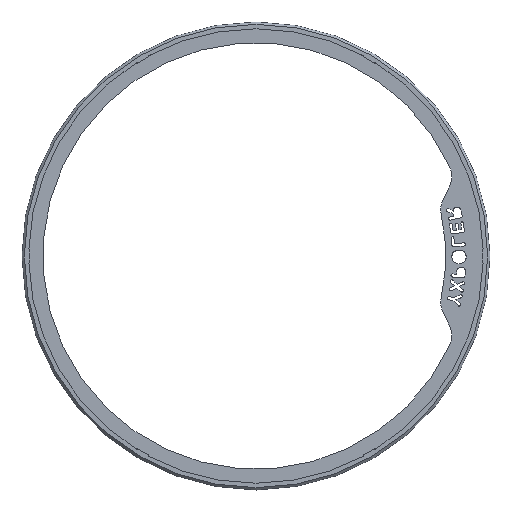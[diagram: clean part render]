
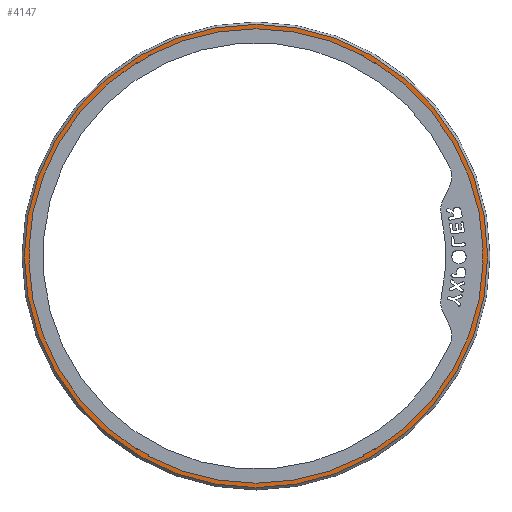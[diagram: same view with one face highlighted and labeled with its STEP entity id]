
A CAD part, top view. The second image highlights one B-rep face of the part: STEP entity #4147.
In plain terms, the highlighted planar face has unit normal (0, 0, 1).
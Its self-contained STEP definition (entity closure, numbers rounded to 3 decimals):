
#437=FACE_BOUND('',#767,.T.);
#450=PLANE('',#4416);
#525=FACE_OUTER_BOUND('',#766,.T.);
#766=EDGE_LOOP('',(#3040));
#767=EDGE_LOOP('',(#3041,#3042,#3043,#3044,#3045,#3046,#3047,#3048,#3049,
#3050,#3051,#3052,#3053,#3054,#3055,#3056,#3057,#3058,#3059,#3060,#3061,
#3062,#3063,#3064));
#1650=CIRCLE('',#4415,99.);
#1651=CIRCLE('',#4417,0.8);
#1652=CIRCLE('',#4418,97.1);
#1653=CIRCLE('',#4419,0.8);
#1654=CIRCLE('',#4420,96.7);
#1655=CIRCLE('',#4421,0.8);
#1656=CIRCLE('',#4422,97.1);
#1657=CIRCLE('',#4423,0.8);
#1658=CIRCLE('',#4424,96.7);
#1659=CIRCLE('',#4425,0.8);
#1660=CIRCLE('',#4426,97.1);
#1661=CIRCLE('',#4427,0.8);
#1662=CIRCLE('',#4428,96.7);
#1663=CIRCLE('',#4429,0.8);
#1664=CIRCLE('',#4430,97.1);
#1665=CIRCLE('',#4431,0.8);
#1666=CIRCLE('',#4432,96.7);
#1667=CIRCLE('',#4433,0.8);
#1668=CIRCLE('',#4434,97.1);
#1669=CIRCLE('',#4435,0.8);
#1670=CIRCLE('',#4436,96.7);
#1671=CIRCLE('',#4437,0.8);
#1672=CIRCLE('',#4438,97.1);
#1673=CIRCLE('',#4439,0.8);
#1674=CIRCLE('',#4440,96.7);
#1900=VERTEX_POINT('',#6183);
#1901=VERTEX_POINT('',#6187);
#1902=VERTEX_POINT('',#6188);
#1903=VERTEX_POINT('',#6190);
#1904=VERTEX_POINT('',#6192);
#1905=VERTEX_POINT('',#6194);
#1906=VERTEX_POINT('',#6196);
#1907=VERTEX_POINT('',#6198);
#1908=VERTEX_POINT('',#6200);
#1909=VERTEX_POINT('',#6202);
#1910=VERTEX_POINT('',#6204);
#1911=VERTEX_POINT('',#6206);
#1912=VERTEX_POINT('',#6208);
#1913=VERTEX_POINT('',#6210);
#1914=VERTEX_POINT('',#6212);
#1915=VERTEX_POINT('',#6214);
#1916=VERTEX_POINT('',#6216);
#1917=VERTEX_POINT('',#6218);
#1918=VERTEX_POINT('',#6220);
#1919=VERTEX_POINT('',#6222);
#1920=VERTEX_POINT('',#6224);
#1921=VERTEX_POINT('',#6226);
#1922=VERTEX_POINT('',#6228);
#1923=VERTEX_POINT('',#6230);
#1924=VERTEX_POINT('',#6232);
#2345=EDGE_CURVE('',#1900,#1900,#1650,.T.);
#2347=EDGE_CURVE('',#1901,#1902,#1651,.T.);
#2348=EDGE_CURVE('',#1901,#1903,#1652,.T.);
#2349=EDGE_CURVE('',#1904,#1903,#1653,.T.);
#2350=EDGE_CURVE('',#1905,#1904,#1654,.T.);
#2351=EDGE_CURVE('',#1906,#1905,#1655,.T.);
#2352=EDGE_CURVE('',#1906,#1907,#1656,.T.);
#2353=EDGE_CURVE('',#1908,#1907,#1657,.T.);
#2354=EDGE_CURVE('',#1909,#1908,#1658,.T.);
#2355=EDGE_CURVE('',#1910,#1909,#1659,.T.);
#2356=EDGE_CURVE('',#1910,#1911,#1660,.T.);
#2357=EDGE_CURVE('',#1912,#1911,#1661,.T.);
#2358=EDGE_CURVE('',#1913,#1912,#1662,.T.);
#2359=EDGE_CURVE('',#1914,#1913,#1663,.T.);
#2360=EDGE_CURVE('',#1914,#1915,#1664,.T.);
#2361=EDGE_CURVE('',#1916,#1915,#1665,.T.);
#2362=EDGE_CURVE('',#1917,#1916,#1666,.T.);
#2363=EDGE_CURVE('',#1918,#1917,#1667,.T.);
#2364=EDGE_CURVE('',#1918,#1919,#1668,.T.);
#2365=EDGE_CURVE('',#1920,#1919,#1669,.T.);
#2366=EDGE_CURVE('',#1921,#1920,#1670,.T.);
#2367=EDGE_CURVE('',#1922,#1921,#1671,.T.);
#2368=EDGE_CURVE('',#1922,#1923,#1672,.T.);
#2369=EDGE_CURVE('',#1924,#1923,#1673,.T.);
#2370=EDGE_CURVE('',#1902,#1924,#1674,.T.);
#3040=ORIENTED_EDGE('',*,*,#2345,.F.);
#3041=ORIENTED_EDGE('',*,*,#2347,.F.);
#3042=ORIENTED_EDGE('',*,*,#2348,.T.);
#3043=ORIENTED_EDGE('',*,*,#2349,.F.);
#3044=ORIENTED_EDGE('',*,*,#2350,.F.);
#3045=ORIENTED_EDGE('',*,*,#2351,.F.);
#3046=ORIENTED_EDGE('',*,*,#2352,.T.);
#3047=ORIENTED_EDGE('',*,*,#2353,.F.);
#3048=ORIENTED_EDGE('',*,*,#2354,.F.);
#3049=ORIENTED_EDGE('',*,*,#2355,.F.);
#3050=ORIENTED_EDGE('',*,*,#2356,.T.);
#3051=ORIENTED_EDGE('',*,*,#2357,.F.);
#3052=ORIENTED_EDGE('',*,*,#2358,.F.);
#3053=ORIENTED_EDGE('',*,*,#2359,.F.);
#3054=ORIENTED_EDGE('',*,*,#2360,.T.);
#3055=ORIENTED_EDGE('',*,*,#2361,.F.);
#3056=ORIENTED_EDGE('',*,*,#2362,.F.);
#3057=ORIENTED_EDGE('',*,*,#2363,.F.);
#3058=ORIENTED_EDGE('',*,*,#2364,.T.);
#3059=ORIENTED_EDGE('',*,*,#2365,.F.);
#3060=ORIENTED_EDGE('',*,*,#2366,.F.);
#3061=ORIENTED_EDGE('',*,*,#2367,.F.);
#3062=ORIENTED_EDGE('',*,*,#2368,.T.);
#3063=ORIENTED_EDGE('',*,*,#2369,.F.);
#3064=ORIENTED_EDGE('',*,*,#2370,.F.);
#4147=ADVANCED_FACE('',(#525,#437),#450,.T.);
#4415=AXIS2_PLACEMENT_3D('',#6184,#4705,#4706);
#4416=AXIS2_PLACEMENT_3D('',#6186,#4708,#4709);
#4417=AXIS2_PLACEMENT_3D('',#6189,#4710,#4711);
#4418=AXIS2_PLACEMENT_3D('',#6191,#4712,#4713);
#4419=AXIS2_PLACEMENT_3D('',#6193,#4714,#4715);
#4420=AXIS2_PLACEMENT_3D('',#6195,#4716,#4717);
#4421=AXIS2_PLACEMENT_3D('',#6197,#4718,#4719);
#4422=AXIS2_PLACEMENT_3D('',#6199,#4720,#4721);
#4423=AXIS2_PLACEMENT_3D('',#6201,#4722,#4723);
#4424=AXIS2_PLACEMENT_3D('',#6203,#4724,#4725);
#4425=AXIS2_PLACEMENT_3D('',#6205,#4726,#4727);
#4426=AXIS2_PLACEMENT_3D('',#6207,#4728,#4729);
#4427=AXIS2_PLACEMENT_3D('',#6209,#4730,#4731);
#4428=AXIS2_PLACEMENT_3D('',#6211,#4732,#4733);
#4429=AXIS2_PLACEMENT_3D('',#6213,#4734,#4735);
#4430=AXIS2_PLACEMENT_3D('',#6215,#4736,#4737);
#4431=AXIS2_PLACEMENT_3D('',#6217,#4738,#4739);
#4432=AXIS2_PLACEMENT_3D('',#6219,#4740,#4741);
#4433=AXIS2_PLACEMENT_3D('',#6221,#4742,#4743);
#4434=AXIS2_PLACEMENT_3D('',#6223,#4744,#4745);
#4435=AXIS2_PLACEMENT_3D('',#6225,#4746,#4747);
#4436=AXIS2_PLACEMENT_3D('',#6227,#4748,#4749);
#4437=AXIS2_PLACEMENT_3D('',#6229,#4750,#4751);
#4438=AXIS2_PLACEMENT_3D('',#6231,#4752,#4753);
#4439=AXIS2_PLACEMENT_3D('',#6233,#4754,#4755);
#4440=AXIS2_PLACEMENT_3D('',#6234,#4756,#4757);
#4705=DIRECTION('center_axis',(0.,0.,-1.));
#4706=DIRECTION('ref_axis',(1.,0.,0.));
#4708=DIRECTION('center_axis',(0.,0.,1.));
#4709=DIRECTION('ref_axis',(1.,0.,0.));
#4710=DIRECTION('center_axis',(0.,0.,-1.));
#4711=DIRECTION('ref_axis',(-0.479,0.878,0.));
#4712=DIRECTION('center_axis',(0.,0.,-1.));
#4713=DIRECTION('ref_axis',(1.,0.,0.));
#4714=DIRECTION('center_axis',(0.,0.,-1.));
#4715=DIRECTION('ref_axis',(0.479,0.878,0.));
#4716=DIRECTION('center_axis',(0.,0.,1.));
#4717=DIRECTION('ref_axis',(-0.527,-0.85,0.));
#4718=DIRECTION('center_axis',(0.,0.,-1.));
#4719=DIRECTION('ref_axis',(0.52,0.854,0.));
#4720=DIRECTION('center_axis',(0.,0.,-1.));
#4721=DIRECTION('ref_axis',(1.,0.,0.));
#4722=DIRECTION('center_axis',(0.,0.,-1.));
#4723=DIRECTION('ref_axis',(1.,0.024,0.));
#4724=DIRECTION('center_axis',(0.,0.,1.));
#4725=DIRECTION('ref_axis',(-1.,0.031,0.));
#4726=DIRECTION('center_axis',(0.,0.,-1.));
#4727=DIRECTION('ref_axis',(1.,-0.024,0.));
#4728=DIRECTION('center_axis',(0.,0.,-1.));
#4729=DIRECTION('ref_axis',(1.,0.,0.));
#4730=DIRECTION('center_axis',(0.,0.,-1.));
#4731=DIRECTION('ref_axis',(0.52,-0.854,0.));
#4732=DIRECTION('center_axis',(0.,0.,1.));
#4733=DIRECTION('ref_axis',(-0.473,0.881,0.));
#4734=DIRECTION('center_axis',(0.,0.,-1.));
#4735=DIRECTION('ref_axis',(0.479,-0.878,0.));
#4736=DIRECTION('center_axis',(0.,0.,-1.));
#4737=DIRECTION('ref_axis',(1.,0.,0.));
#4738=DIRECTION('center_axis',(0.,0.,-1.));
#4739=DIRECTION('ref_axis',(-0.479,-0.878,0.));
#4740=DIRECTION('center_axis',(0.,0.,1.));
#4741=DIRECTION('ref_axis',(0.527,0.85,0.));
#4742=DIRECTION('center_axis',(0.,0.,-1.));
#4743=DIRECTION('ref_axis',(-0.52,-0.854,0.));
#4744=DIRECTION('center_axis',(0.,0.,-1.));
#4745=DIRECTION('ref_axis',(1.,0.,0.));
#4746=DIRECTION('center_axis',(0.,0.,-1.));
#4747=DIRECTION('ref_axis',(-1.,-0.024,0.));
#4748=DIRECTION('center_axis',(0.,0.,1.));
#4749=DIRECTION('ref_axis',(1.,-0.031,0.));
#4750=DIRECTION('center_axis',(0.,0.,-1.));
#4751=DIRECTION('ref_axis',(-1.,0.024,0.));
#4752=DIRECTION('center_axis',(0.,0.,-1.));
#4753=DIRECTION('ref_axis',(1.,0.,0.));
#4754=DIRECTION('center_axis',(0.,0.,-1.));
#4755=DIRECTION('ref_axis',(-0.52,0.854,0.));
#4756=DIRECTION('center_axis',(0.,0.,1.));
#4757=DIRECTION('ref_axis',(0.473,-0.881,0.));
#6183=CARTESIAN_POINT('',(-99.,0.,4.875));
#6184=CARTESIAN_POINT('Origin',(0.,0.,4.875));
#6186=CARTESIAN_POINT('Origin',(0.,0.,4.875));
#6187=CARTESIAN_POINT('',(45.929,-85.551,4.875));
#6188=CARTESIAN_POINT('',(46.345,-84.871,4.875));
#6189=CARTESIAN_POINT('Origin',(46.728,-85.573,4.875));
#6190=CARTESIAN_POINT('',(-45.929,-85.551,4.875));
#6191=CARTESIAN_POINT('Origin',(0.,0.,4.875));
#6192=CARTESIAN_POINT('',(-46.345,-84.871,4.875));
#6193=CARTESIAN_POINT('Origin',(-46.728,-85.573,4.875));
#6194=CARTESIAN_POINT('',(-50.328,-82.571,4.875));
#6195=CARTESIAN_POINT('Origin',(0.,0.,4.875));
#6196=CARTESIAN_POINT('',(-51.125,-82.551,4.875));
#6197=CARTESIAN_POINT('Origin',(-50.744,-83.254,4.875));
#6198=CARTESIAN_POINT('',(-97.054,-3.,4.875));
#6199=CARTESIAN_POINT('Origin',(0.,0.,4.875));
#6200=CARTESIAN_POINT('',(-96.673,-2.299,4.875));
#6201=CARTESIAN_POINT('Origin',(-97.472,-2.318,4.875));
#6202=CARTESIAN_POINT('',(-96.673,2.299,4.875));
#6203=CARTESIAN_POINT('Origin',(0.,0.,4.875));
#6204=CARTESIAN_POINT('',(-97.054,3.,4.875));
#6205=CARTESIAN_POINT('Origin',(-97.472,2.318,4.875));
#6206=CARTESIAN_POINT('',(-51.125,82.551,4.875));
#6207=CARTESIAN_POINT('Origin',(0.,0.,4.875));
#6208=CARTESIAN_POINT('',(-50.328,82.571,4.875));
#6209=CARTESIAN_POINT('Origin',(-50.744,83.254,4.875));
#6210=CARTESIAN_POINT('',(-46.345,84.871,4.875));
#6211=CARTESIAN_POINT('Origin',(0.,0.,4.875));
#6212=CARTESIAN_POINT('',(-45.929,85.551,4.875));
#6213=CARTESIAN_POINT('Origin',(-46.728,85.573,4.875));
#6214=CARTESIAN_POINT('',(45.929,85.551,4.875));
#6215=CARTESIAN_POINT('Origin',(0.,0.,4.875));
#6216=CARTESIAN_POINT('',(46.345,84.871,4.875));
#6217=CARTESIAN_POINT('Origin',(46.728,85.573,4.875));
#6218=CARTESIAN_POINT('',(50.328,82.571,4.875));
#6219=CARTESIAN_POINT('Origin',(0.,0.,4.875));
#6220=CARTESIAN_POINT('',(51.125,82.551,4.875));
#6221=CARTESIAN_POINT('Origin',(50.744,83.254,4.875));
#6222=CARTESIAN_POINT('',(97.054,3.,4.875));
#6223=CARTESIAN_POINT('Origin',(0.,0.,4.875));
#6224=CARTESIAN_POINT('',(96.673,2.299,4.875));
#6225=CARTESIAN_POINT('Origin',(97.472,2.318,4.875));
#6226=CARTESIAN_POINT('',(96.673,-2.299,4.875));
#6227=CARTESIAN_POINT('Origin',(0.,0.,4.875));
#6228=CARTESIAN_POINT('',(97.054,-3.,4.875));
#6229=CARTESIAN_POINT('Origin',(97.472,-2.318,4.875));
#6230=CARTESIAN_POINT('',(51.125,-82.551,4.875));
#6231=CARTESIAN_POINT('Origin',(0.,0.,4.875));
#6232=CARTESIAN_POINT('',(50.328,-82.571,4.875));
#6233=CARTESIAN_POINT('Origin',(50.744,-83.254,4.875));
#6234=CARTESIAN_POINT('Origin',(0.,0.,4.875));
